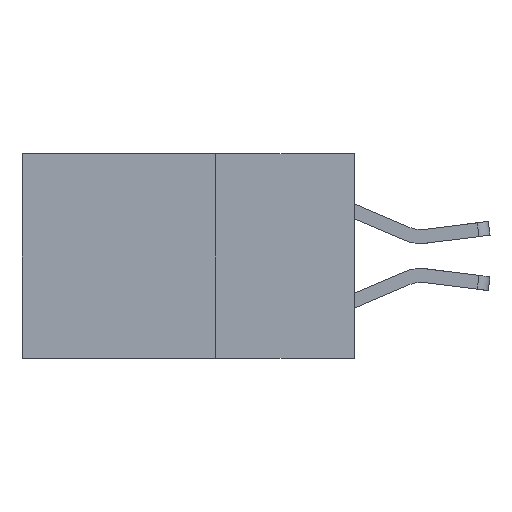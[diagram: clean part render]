
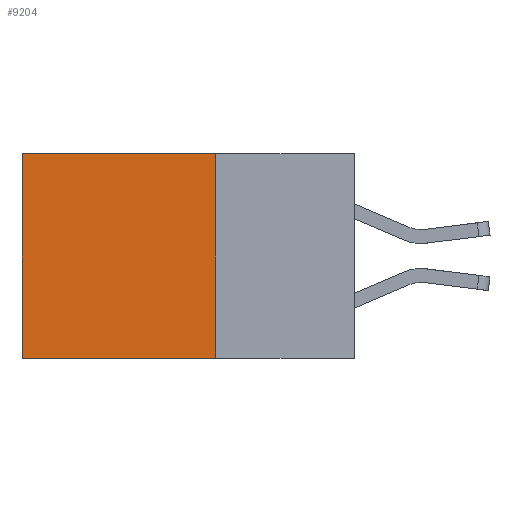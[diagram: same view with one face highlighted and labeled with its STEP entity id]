
A CAD part, left-side view. The second image highlights one B-rep face of the part: STEP entity #9204.
In plain terms, the highlighted planar face has unit normal (-1, 0, 0).
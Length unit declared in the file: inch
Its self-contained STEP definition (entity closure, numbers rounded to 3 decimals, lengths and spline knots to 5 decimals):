
#18 = VERTEX_POINT ( 'NONE', #8888 ) ;
#20 = CARTESIAN_POINT ( 'NONE',  ( 0.2615, 0.25, -0.37 ) ) ;
#48 = VECTOR ( 'NONE', #1272, 39.37008 ) ;
#76 = CARTESIAN_POINT ( 'NONE',  ( 0.2615, 0.6, -0.37 ) ) ;
#121 = FACE_OUTER_BOUND ( 'NONE', #7758, .T. ) ;
#775 = DIRECTION ( 'NONE',  ( 1., 0., 0. ) ) ;
#978 = DIRECTION ( 'NONE',  ( 0., 0., -1. ) ) ;
#1272 = DIRECTION ( 'NONE',  ( 0., 0., -1. ) ) ;
#1541 = CARTESIAN_POINT ( 'NONE',  ( 0.2615, 0.25, -0.37 ) ) ;
#1792 = LINE ( 'NONE', #9346, #6430 ) ;
#2494 = LINE ( 'NONE', #4693, #6512 ) ;
#2712 = ORIENTED_EDGE ( 'NONE', *, *, #5187, .F. ) ;
#3459 = ORIENTED_EDGE ( 'NONE', *, *, #5151, .F. ) ;
#3687 = LINE ( 'NONE', #5832, #48 ) ;
#3752 = ORIENTED_EDGE ( 'NONE', *, *, #7367, .T. ) ;
#3764 = CARTESIAN_POINT ( 'NONE',  ( 0.2615, 0.25, 0. ) ) ;
#3835 = DIRECTION ( 'NONE',  ( 0., 0., -1. ) ) ;
#4367 = VERTEX_POINT ( 'NONE', #3764 ) ;
#4404 = VECTOR ( 'NONE', #6969, 39.37008 ) ;
#4693 = CARTESIAN_POINT ( 'NONE',  ( 0.2615, 0.6, -0.37 ) ) ;
#4777 = PLANE ( 'NONE',  #8428 ) ;
#5151 = EDGE_CURVE ( 'NONE', #9169, #5353, #1792, .T. ) ;
#5187 = EDGE_CURVE ( 'NONE', #4367, #9169, #3687, .T. ) ;
#5353 = VERTEX_POINT ( 'NONE', #76 ) ;
#5832 = CARTESIAN_POINT ( 'NONE',  ( 0.2615, 0.25, -0.37 ) ) ;
#6330 = DIRECTION ( 'NONE',  ( 0., 1., 0. ) ) ;
#6430 = VECTOR ( 'NONE', #6330, 39.37008 ) ;
#6507 = ORIENTED_EDGE ( 'NONE', *, *, #9896, .T. ) ;
#6512 = VECTOR ( 'NONE', #978, 39.37008 ) ;
#6624 = LINE ( 'NONE', #8598, #4404 ) ;
#6969 = DIRECTION ( 'NONE',  ( 0., 1., 0. ) ) ;
#7367 = EDGE_CURVE ( 'NONE', #4367, #18, #6624, .T. ) ;
#7758 = EDGE_LOOP ( 'NONE', ( #6507, #3459, #2712, #3752 ) ) ;
#8428 = AXIS2_PLACEMENT_3D ( 'NONE', #1541, #775, #3835 ) ;
#8598 = CARTESIAN_POINT ( 'NONE',  ( 0.2615, 0.25, 0. ) ) ;
#8888 = CARTESIAN_POINT ( 'NONE',  ( 0.2615, 0.6, 0. ) ) ;
#9169 = VERTEX_POINT ( 'NONE', #20 ) ;
#9204 = ADVANCED_FACE ( 'NONE', ( #121 ), #4777, .F. ) ;
#9346 = CARTESIAN_POINT ( 'NONE',  ( 0.2615, 0.25, -0.37 ) ) ;
#9896 = EDGE_CURVE ( 'NONE', #18, #5353, #2494, .T. ) ;
